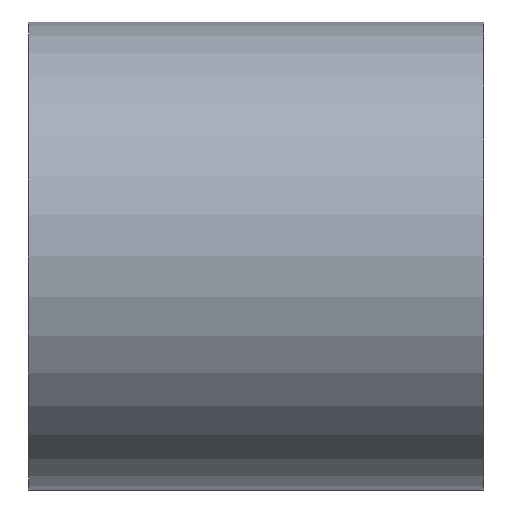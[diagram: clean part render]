
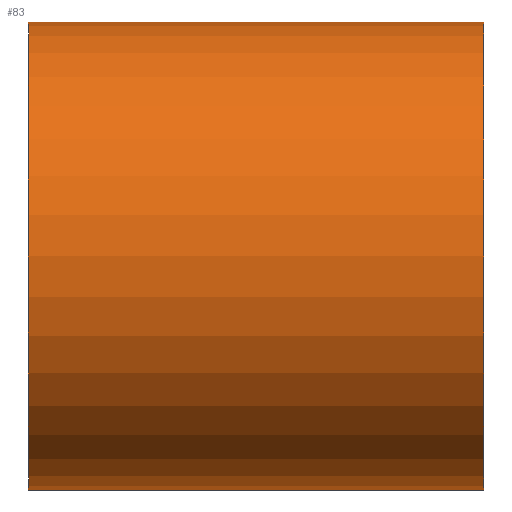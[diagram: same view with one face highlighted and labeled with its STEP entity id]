
A CAD part, front view. The second image highlights one B-rep face of the part: STEP entity #83.
In plain terms, the highlighted cylindrical face has radius 3.6 mm (diameter 7.2 mm), a full revolution.
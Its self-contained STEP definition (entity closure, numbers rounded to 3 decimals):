
#83 = ADVANCED_FACE( '', ( #174, #175 ), #176, .T. );
#174 = FACE_OUTER_BOUND( '', #271, .T. );
#175 = FACE_OUTER_BOUND( '', #272, .T. );
#176 = CYLINDRICAL_SURFACE( '', #273, 3.6 );
#271 = EDGE_LOOP( '', ( #453 ) );
#272 = EDGE_LOOP( '', ( #454 ) );
#273 = AXIS2_PLACEMENT_3D( '', #455, #456, #457 );
#453 = ORIENTED_EDGE( '', *, *, #652, .F. );
#454 = ORIENTED_EDGE( '', *, *, #650, .T. );
#455 = CARTESIAN_POINT( '', ( 7., 0., 0. ) );
#456 = DIRECTION( '', ( -1., 0., 0. ) );
#457 = DIRECTION( '', ( 0., 0., -1. ) );
#650 = EDGE_CURVE( '', #796, #796, #797, .T. );
#652 = EDGE_CURVE( '', #799, #799, #800, .T. );
#796 = VERTEX_POINT( '', #991 );
#797 = CIRCLE( '', #992, 3.6 );
#799 = VERTEX_POINT( '', #994 );
#800 = CIRCLE( '', #995, 3.6 );
#991 = CARTESIAN_POINT( '', ( 0., 0., -3.6 ) );
#992 = AXIS2_PLACEMENT_3D( '', #1124, #1125, #1126 );
#994 = CARTESIAN_POINT( '', ( 7., 0., -3.6 ) );
#995 = AXIS2_PLACEMENT_3D( '', #1127, #1128, #1129 );
#1124 = CARTESIAN_POINT( '', ( 0., 0., 0. ) );
#1125 = DIRECTION( '', ( 1., 0., 0. ) );
#1126 = DIRECTION( '', ( 0., 0., -1. ) );
#1127 = CARTESIAN_POINT( '', ( 7., 0., 0. ) );
#1128 = DIRECTION( '', ( 1., 0., 0. ) );
#1129 = DIRECTION( '', ( 0., 0., -1. ) );
